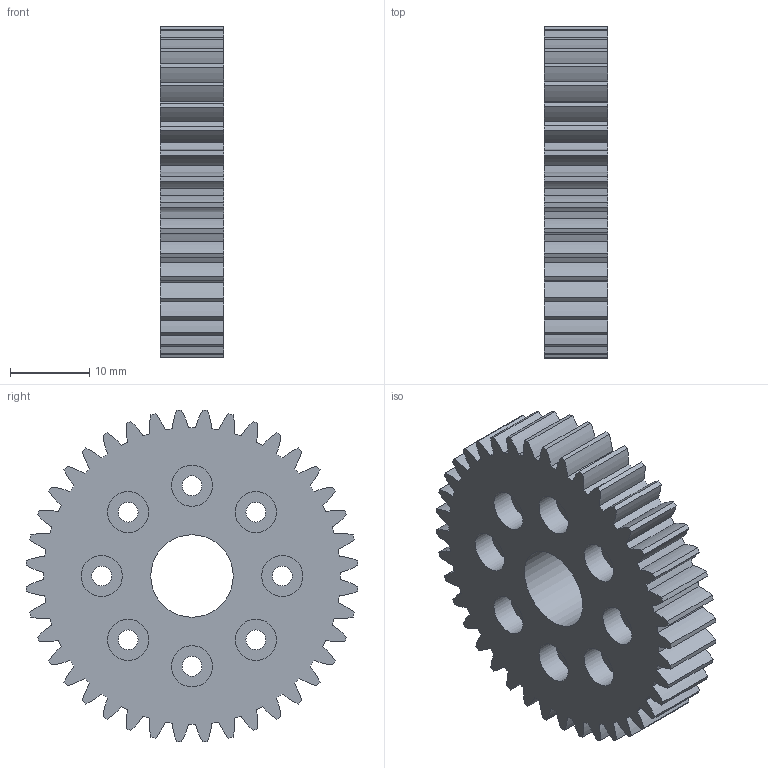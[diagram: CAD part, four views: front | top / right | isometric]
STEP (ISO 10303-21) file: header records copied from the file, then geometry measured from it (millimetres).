
FILE_DESCRIPTION(/* description */ (''),/* implementation_level */ '2;1');
FILE_NAME(/* name */ '齿轮6个.step',/* time_stamp */ '2021-08-03T14:58:48+08:00',/* author */ (''),/* organization */ (''),/* preprocessor_version */ 'ST-DEVELOPER v18.1',/* originating_system */ 'Autodesk Translation Framework v10.9.0.1377',/* authorisation */ '');
FILE_SCHEMA (('AUTOMOTIVE_DESIGN { 1 0 10303 214 3 1 1 }'));
Length unit declared in the file: millimetre
Products named in the file (1): (Unsaved)
Bounding box: 8 x 41.91 x 41.91 mm (x, y, z)
Volume: 8498.5 mm3; surface area: 5207.6 mm2
Topology: 1 solids, 1 shells, 187 faces, 531 edges, 354 vertices
Faces by surface type: cylinder 177, plane 10
Full cylindrical faces by diameter (mm): 2.5 x8, 5.2 x8, 10.4 x1
Entity records: 6375 total; most frequent: DIRECTION 1261, CARTESIAN_POINT 1073, ORIENTED_EDGE 1062, AXIS2_PLACEMENT_3D 542, EDGE_CURVE 531, CIRCLE 354, VERTEX_POINT 354, EDGE_LOOP 213
